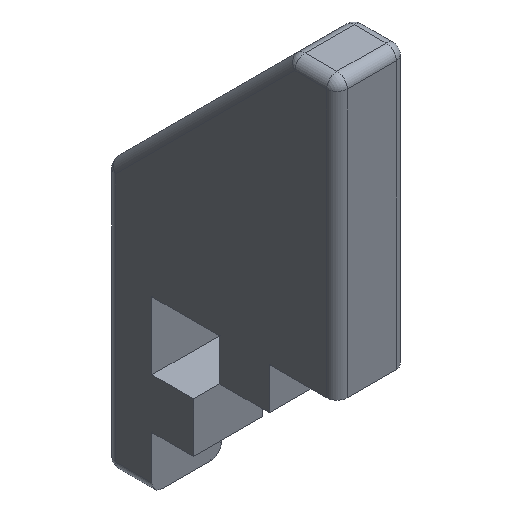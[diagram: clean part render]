
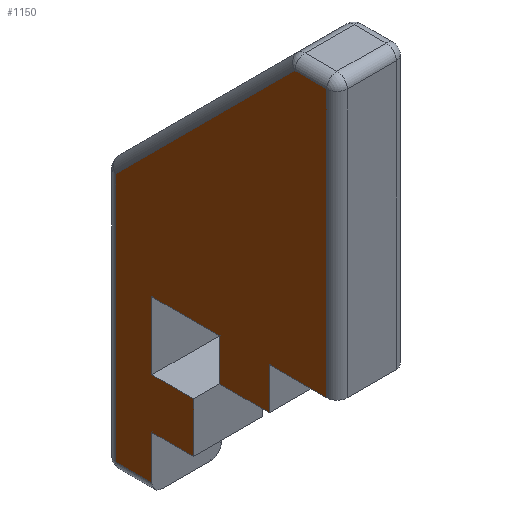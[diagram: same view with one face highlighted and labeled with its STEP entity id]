
A CAD part, isometric view. The second image highlights one B-rep face of the part: STEP entity #1150.
In plain terms, the highlighted planar face has unit normal (-1, 0, 0).
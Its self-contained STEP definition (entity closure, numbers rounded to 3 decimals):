
#4 = LINE ( 'NONE', #2808, #2911 ) ;
#19 = DIRECTION ( 'NONE',  ( 0., 0., -1. ) ) ;
#77 = CARTESIAN_POINT ( 'NONE',  ( 142.5, 10., -7.4 ) ) ;
#153 = LINE ( 'NONE', #2223, #2852 ) ;
#172 = CARTESIAN_POINT ( 'NONE',  ( 142.5, 10., 10. ) ) ;
#216 = LINE ( 'NONE', #3591, #3104 ) ;
#281 = VECTOR ( 'NONE', #697, 1000. ) ;
#319 = CARTESIAN_POINT ( 'NONE',  ( 142.5, 0., -7.4 ) ) ;
#358 = CARTESIAN_POINT ( 'NONE',  ( 142.5, 2.7, 5.5 ) ) ;
#383 = EDGE_CURVE ( 'NONE', #3575, #2816, #2136, .T. ) ;
#384 = VECTOR ( 'NONE', #3034, 1000. ) ;
#402 = EDGE_CURVE ( 'NONE', #3476, #1070, #597, .T. ) ;
#485 = EDGE_CURVE ( 'NONE', #2932, #2402, #677, .T. ) ;
#486 = ORIENTED_EDGE ( 'NONE', *, *, #837, .T. ) ;
#587 = LINE ( 'NONE', #1142, #2321 ) ;
#597 = LINE ( 'NONE', #319, #787 ) ;
#605 = VERTEX_POINT ( 'NONE', #1988 ) ;
#609 = LINE ( 'NONE', #2461, #2639 ) ;
#630 = ORIENTED_EDGE ( 'NONE', *, *, #2782, .T. ) ;
#644 = VERTEX_POINT ( 'NONE', #3664 ) ;
#677 = LINE ( 'NONE', #1591, #281 ) ;
#697 = DIRECTION ( 'NONE',  ( 0., 0., 1. ) ) ;
#769 = ORIENTED_EDGE ( 'NONE', *, *, #383, .T. ) ;
#787 = VECTOR ( 'NONE', #878, 1000. ) ;
#822 = ORIENTED_EDGE ( 'NONE', *, *, #942, .T. ) ;
#837 = EDGE_CURVE ( 'NONE', #950, #2089, #1713, .T. ) ;
#856 = VECTOR ( 'NONE', #940, 1000. ) ;
#871 = VERTEX_POINT ( 'NONE', #2099 ) ;
#878 = DIRECTION ( 'NONE',  ( 0., -1., 0. ) ) ;
#940 = DIRECTION ( 'NONE',  ( 0., 0., -1. ) ) ;
#942 = EDGE_CURVE ( 'NONE', #2089, #2932, #216, .T. ) ;
#950 = VERTEX_POINT ( 'NONE', #3954 ) ;
#972 = CARTESIAN_POINT ( 'NONE',  ( 142.5, -8.9, 38.9 ) ) ;
#1021 = CARTESIAN_POINT ( 'NONE',  ( 142.5, 10., 2.7 ) ) ;
#1070 = VERTEX_POINT ( 'NONE', #77 ) ;
#1096 = EDGE_CURVE ( 'NONE', #1149, #3575, #153, .T. ) ;
#1124 = DIRECTION ( 'NONE',  ( 0., 0., 1. ) ) ;
#1142 = CARTESIAN_POINT ( 'NONE',  ( 142.5, 10., -2.7 ) ) ;
#1149 = VERTEX_POINT ( 'NONE', #172 ) ;
#1150 = ADVANCED_FACE ( 'NONE', ( #2593 ), #1637, .F. ) ;
#1168 = ORIENTED_EDGE ( 'NONE', *, *, #1096, .T. ) ;
#1181 = AXIS2_PLACEMENT_3D ( 'NONE', #3828, #3185, #1919 ) ;
#1333 = CARTESIAN_POINT ( 'NONE',  ( 142.5, 0., 38.9 ) ) ;
#1367 = VECTOR ( 'NONE', #1555, 1000. ) ;
#1421 = CARTESIAN_POINT ( 'NONE',  ( 142.5, 10., 2.7 ) ) ;
#1443 = DIRECTION ( 'NONE',  ( 0., -1., 0. ) ) ;
#1494 = EDGE_CURVE ( 'NONE', #2402, #3440, #3802, .T. ) ;
#1495 = VECTOR ( 'NONE', #19, 1000. ) ;
#1536 = LINE ( 'NONE', #2767, #1495 ) ;
#1555 = DIRECTION ( 'NONE',  ( 0., 0.707, -0.707 ) ) ;
#1582 = DIRECTION ( 'NONE',  ( 0., 0., 1. ) ) ;
#1591 = CARTESIAN_POINT ( 'NONE',  ( 142.5, -8.9, 0. ) ) ;
#1637 = PLANE ( 'NONE',  #1181 ) ;
#1697 = ORIENTED_EDGE ( 'NONE', *, *, #2161, .T. ) ;
#1713 = LINE ( 'NONE', #2946, #2973 ) ;
#1734 = ORIENTED_EDGE ( 'NONE', *, *, #3164, .T. ) ;
#1880 = CARTESIAN_POINT ( 'NONE',  ( 142.5, 2.7, 5.5 ) ) ;
#1903 = CARTESIAN_POINT ( 'NONE',  ( 142.5, 10., -2.7 ) ) ;
#1919 = DIRECTION ( 'NONE',  ( 0., 0., -1. ) ) ;
#1922 = CARTESIAN_POINT ( 'NONE',  ( 142.5, -8.9, 10. ) ) ;
#1938 = DIRECTION ( 'NONE',  ( 0., -1., 0. ) ) ;
#1988 = CARTESIAN_POINT ( 'NONE',  ( 142.5, 10., -2.7 ) ) ;
#2060 = ORIENTED_EDGE ( 'NONE', *, *, #2779, .T. ) ;
#2071 = ORIENTED_EDGE ( 'NONE', *, *, #2185, .T. ) ;
#2089 = VERTEX_POINT ( 'NONE', #2337 ) ;
#2099 = CARTESIAN_POINT ( 'NONE',  ( 142.5, 5.5, 2.7 ) ) ;
#2136 = LINE ( 'NONE', #358, #856 ) ;
#2161 = EDGE_CURVE ( 'NONE', #3440, #644, #3371, .T. ) ;
#2185 = EDGE_CURVE ( 'NONE', #644, #3476, #1536, .T. ) ;
#2223 = CARTESIAN_POINT ( 'NONE',  ( 142.5, 10., 10. ) ) ;
#2252 = CARTESIAN_POINT ( 'NONE',  ( 142.5, -5.456, 38.9 ) ) ;
#2254 = DIRECTION ( 'NONE',  ( 0., 1., 0. ) ) ;
#2282 = ORIENTED_EDGE ( 'NONE', *, *, #485, .T. ) ;
#2321 = VECTOR ( 'NONE', #1443, 1000. ) ;
#2328 = VECTOR ( 'NONE', #2254, 1000. ) ;
#2337 = CARTESIAN_POINT ( 'NONE',  ( 142.5, -2.7, 10. ) ) ;
#2402 = VERTEX_POINT ( 'NONE', #972 ) ;
#2445 = CARTESIAN_POINT ( 'NONE',  ( 142.5, 2.7, 5.5 ) ) ;
#2461 = CARTESIAN_POINT ( 'NONE',  ( 142.5, 5.5, -2.7 ) ) ;
#2593 = FACE_OUTER_BOUND ( 'NONE', #2740, .T. ) ;
#2636 = EDGE_CURVE ( 'NONE', #2898, #1149, #3289, .T. ) ;
#2639 = VECTOR ( 'NONE', #1582, 1000. ) ;
#2643 = EDGE_CURVE ( 'NONE', #605, #3031, #587, .T. ) ;
#2661 = DIRECTION ( 'NONE',  ( 0., -1., 0. ) ) ;
#2740 = EDGE_LOOP ( 'NONE', ( #822, #2282, #2881, #1697, #2071, #3094, #2060, #3076, #630, #1734, #3204, #1168, #769, #3160, #486 ) ) ;
#2767 = CARTESIAN_POINT ( 'NONE',  ( 142.5, 13.9, 0. ) ) ;
#2779 = EDGE_CURVE ( 'NONE', #1070, #605, #3395, .T. ) ;
#2782 = EDGE_CURVE ( 'NONE', #3031, #871, #609, .T. ) ;
#2785 = VECTOR ( 'NONE', #1124, 1000. ) ;
#2808 = CARTESIAN_POINT ( 'NONE',  ( 142.5, 10., 2.7 ) ) ;
#2816 = VERTEX_POINT ( 'NONE', #1880 ) ;
#2852 = VECTOR ( 'NONE', #1938, 1000. ) ;
#2881 = ORIENTED_EDGE ( 'NONE', *, *, #1494, .T. ) ;
#2898 = VERTEX_POINT ( 'NONE', #1021 ) ;
#2911 = VECTOR ( 'NONE', #3729, 1000. ) ;
#2932 = VERTEX_POINT ( 'NONE', #1922 ) ;
#2946 = CARTESIAN_POINT ( 'NONE',  ( 142.5, -2.7, 5.5 ) ) ;
#2973 = VECTOR ( 'NONE', #3309, 1000. ) ;
#2983 = CARTESIAN_POINT ( 'NONE',  ( 142.5, 5.5, -2.7 ) ) ;
#3031 = VERTEX_POINT ( 'NONE', #2983 ) ;
#3034 = DIRECTION ( 'NONE',  ( 0., -1., 0. ) ) ;
#3047 = CARTESIAN_POINT ( 'NONE',  ( 142.5, 16.722, 16.722 ) ) ;
#3057 = LINE ( 'NONE', #2445, #384 ) ;
#3076 = ORIENTED_EDGE ( 'NONE', *, *, #2643, .T. ) ;
#3094 = ORIENTED_EDGE ( 'NONE', *, *, #402, .T. ) ;
#3104 = VECTOR ( 'NONE', #2661, 1000. ) ;
#3160 = ORIENTED_EDGE ( 'NONE', *, *, #3733, .T. ) ;
#3164 = EDGE_CURVE ( 'NONE', #871, #2898, #4, .T. ) ;
#3185 = DIRECTION ( 'NONE',  ( 1., 0., 0. ) ) ;
#3197 = CARTESIAN_POINT ( 'NONE',  ( 142.5, 2.7, 10. ) ) ;
#3204 = ORIENTED_EDGE ( 'NONE', *, *, #2636, .T. ) ;
#3289 = LINE ( 'NONE', #1421, #2785 ) ;
#3309 = DIRECTION ( 'NONE',  ( 0., 0., 1. ) ) ;
#3371 = LINE ( 'NONE', #3047, #1367 ) ;
#3395 = LINE ( 'NONE', #1903, #3486 ) ;
#3440 = VERTEX_POINT ( 'NONE', #2252 ) ;
#3476 = VERTEX_POINT ( 'NONE', #3800 ) ;
#3486 = VECTOR ( 'NONE', #3678, 1000. ) ;
#3575 = VERTEX_POINT ( 'NONE', #3197 ) ;
#3591 = CARTESIAN_POINT ( 'NONE',  ( 142.5, -2.7, 10. ) ) ;
#3664 = CARTESIAN_POINT ( 'NONE',  ( 142.5, 13.9, 19.544 ) ) ;
#3678 = DIRECTION ( 'NONE',  ( 0., 0., 1. ) ) ;
#3729 = DIRECTION ( 'NONE',  ( 0., 1., 0. ) ) ;
#3733 = EDGE_CURVE ( 'NONE', #2816, #950, #3057, .T. ) ;
#3800 = CARTESIAN_POINT ( 'NONE',  ( 142.5, 13.9, -7.4 ) ) ;
#3802 = LINE ( 'NONE', #1333, #2328 ) ;
#3828 = CARTESIAN_POINT ( 'NONE',  ( 142.5, 0., 0. ) ) ;
#3954 = CARTESIAN_POINT ( 'NONE',  ( 142.5, -2.7, 5.5 ) ) ;
